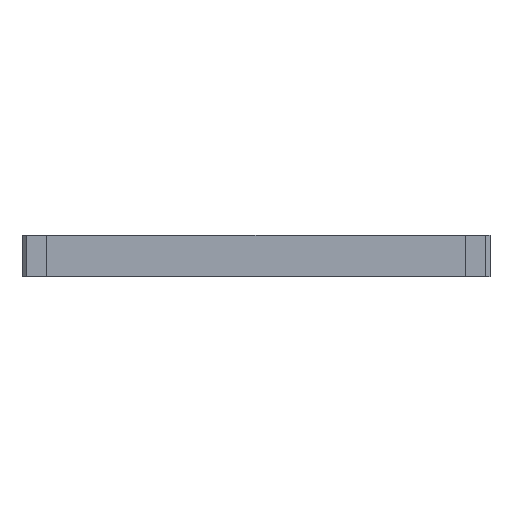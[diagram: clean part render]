
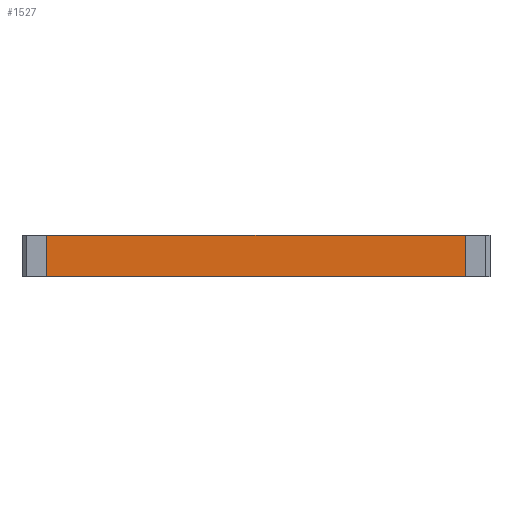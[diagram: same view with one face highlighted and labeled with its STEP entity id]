
A CAD part, top view. The second image highlights one B-rep face of the part: STEP entity #1527.
In plain terms, the highlighted planar face has unit normal (0, 0, 1).
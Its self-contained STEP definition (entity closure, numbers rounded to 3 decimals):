
#60=PLANE('',#1695);
#131=FACE_OUTER_BOUND('',#212,.T.);
#212=EDGE_LOOP('',(#1320,#1321,#1322,#1323));
#259=LINE('',#2309,#406);
#368=LINE('',#2638,#515);
#369=LINE('',#2641,#516);
#370=LINE('',#2642,#517);
#406=VECTOR('',#1780,10.);
#515=VECTOR('',#2119,10.);
#516=VECTOR('',#2122,10.);
#517=VECTOR('',#2123,10.);
#637=VERTEX_POINT('',#2306);
#638=VERTEX_POINT('',#2308);
#743=VERTEX_POINT('',#2636);
#744=VERTEX_POINT('',#2640);
#794=EDGE_CURVE('',#638,#637,#259,.T.);
#960=EDGE_CURVE('',#637,#743,#368,.T.);
#961=EDGE_CURVE('',#744,#743,#369,.T.);
#962=EDGE_CURVE('',#638,#744,#370,.T.);
#1320=ORIENTED_EDGE('',*,*,#794,.T.);
#1321=ORIENTED_EDGE('',*,*,#960,.T.);
#1322=ORIENTED_EDGE('',*,*,#961,.F.);
#1323=ORIENTED_EDGE('',*,*,#962,.F.);
#1527=ADVANCED_FACE('',(#131),#60,.T.);
#1695=AXIS2_PLACEMENT_3D('',#2639,#2120,#2121);
#1780=DIRECTION('',(1.,0.,0.));
#2119=DIRECTION('',(0.,1.,0.));
#2120=DIRECTION('center_axis',(0.,0.,1.));
#2121=DIRECTION('ref_axis',(1.,0.,0.));
#2122=DIRECTION('',(1.,0.,0.));
#2123=DIRECTION('',(0.,1.,0.));
#2306=CARTESIAN_POINT('',(28.25,0.,19.679));
#2308=CARTESIAN_POINT('',(-22.25,0.,19.679));
#2309=CARTESIAN_POINT('',(-22.25,0.,19.679));
#2636=CARTESIAN_POINT('',(28.25,5.,19.679));
#2638=CARTESIAN_POINT('',(28.25,0.,19.679));
#2639=CARTESIAN_POINT('Origin',(-22.25,0.,19.679));
#2640=CARTESIAN_POINT('',(-22.25,5.,19.679));
#2641=CARTESIAN_POINT('',(-22.25,5.,19.679));
#2642=CARTESIAN_POINT('',(-22.25,0.,19.679));
